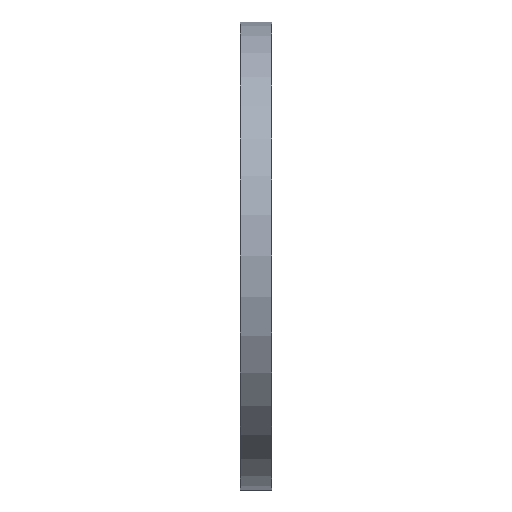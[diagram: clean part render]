
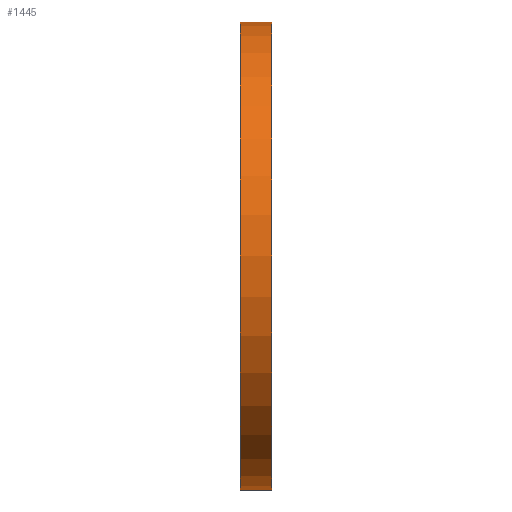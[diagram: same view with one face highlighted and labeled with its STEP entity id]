
A CAD part, left-side view. The second image highlights one B-rep face of the part: STEP entity #1445.
In plain terms, the highlighted cylindrical face has radius 260 mm (diameter 520 mm), a partial arc.
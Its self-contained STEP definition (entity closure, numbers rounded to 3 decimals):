
#38 = DIRECTION ( 'NONE',  ( 0., 0., 1. ) ) ;
#111 = EDGE_CURVE ( 'NONE', #405, #870, #950, .T. ) ;
#230 = EDGE_CURVE ( 'NONE', #268, #1221, #435, .T. ) ;
#268 = VERTEX_POINT ( 'NONE', #775 ) ;
#298 = DIRECTION ( 'NONE',  ( 0., 1., 0. ) ) ;
#341 = CARTESIAN_POINT ( 'NONE',  ( 0., 35., 0. ) ) ;
#347 = ORIENTED_EDGE ( 'NONE', *, *, #230, .T. ) ;
#405 = VERTEX_POINT ( 'NONE', #1277 ) ;
#417 = CARTESIAN_POINT ( 'NONE',  ( 0., 35., 260. ) ) ;
#435 = LINE ( 'NONE', #658, #985 ) ;
#452 = ORIENTED_EDGE ( 'NONE', *, *, #111, .F. ) ;
#479 = CIRCLE ( 'NONE', #1311, 260. ) ;
#496 = DIRECTION ( 'NONE',  ( 0., 1., 0. ) ) ;
#516 = DIRECTION ( 'NONE',  ( 0., 1., 0. ) ) ;
#517 = FACE_OUTER_BOUND ( 'NONE', #1057, .T. ) ;
#552 = AXIS2_PLACEMENT_3D ( 'NONE', #341, #1022, #1369 ) ;
#560 = CARTESIAN_POINT ( 'NONE',  ( 0., 35., -260. ) ) ;
#585 = EDGE_CURVE ( 'NONE', #405, #268, #479, .T. ) ;
#595 = ORIENTED_EDGE ( 'NONE', *, *, #918, .F. ) ;
#618 = CARTESIAN_POINT ( 'NONE',  ( 0., 34.695, -260. ) ) ;
#619 = CYLINDRICAL_SURFACE ( 'NONE', #634, 260. ) ;
#634 = AXIS2_PLACEMENT_3D ( 'NONE', #1427, #298, #38 ) ;
#650 = DIRECTION ( 'NONE',  ( 0., 1., 0. ) ) ;
#658 = CARTESIAN_POINT ( 'NONE',  ( 0., 34.695, 260. ) ) ;
#775 = CARTESIAN_POINT ( 'NONE',  ( 0., 0., 260. ) ) ;
#870 = VERTEX_POINT ( 'NONE', #560 ) ;
#892 = ORIENTED_EDGE ( 'NONE', *, *, #585, .T. ) ;
#918 = EDGE_CURVE ( 'NONE', #870, #1221, #1031, .T. ) ;
#950 = LINE ( 'NONE', #618, #1464 ) ;
#985 = VECTOR ( 'NONE', #650, 1000. ) ;
#1022 = DIRECTION ( 'NONE',  ( 0., 1., 0. ) ) ;
#1031 = CIRCLE ( 'NONE', #552, 260. ) ;
#1057 = EDGE_LOOP ( 'NONE', ( #452, #892, #347, #595 ) ) ;
#1188 = DIRECTION ( 'NONE',  ( 0., 0., 1. ) ) ;
#1221 = VERTEX_POINT ( 'NONE', #417 ) ;
#1277 = CARTESIAN_POINT ( 'NONE',  ( 0., 0., -260. ) ) ;
#1311 = AXIS2_PLACEMENT_3D ( 'NONE', #1424, #496, #1188 ) ;
#1369 = DIRECTION ( 'NONE',  ( 0., 0., 1. ) ) ;
#1424 = CARTESIAN_POINT ( 'NONE',  ( 0., 0., 0. ) ) ;
#1427 = CARTESIAN_POINT ( 'NONE',  ( 0., 34.695, 0. ) ) ;
#1445 = ADVANCED_FACE ( 'NONE', ( #517 ), #619, .T. ) ;
#1464 = VECTOR ( 'NONE', #516, 1000. ) ;
